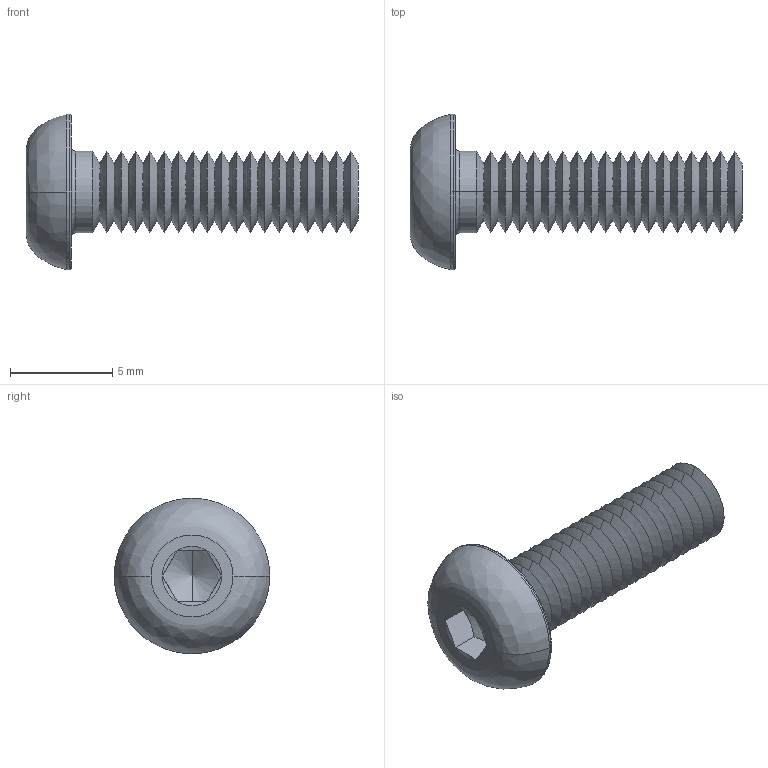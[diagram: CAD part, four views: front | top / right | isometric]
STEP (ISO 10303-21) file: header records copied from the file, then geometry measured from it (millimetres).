
FILE_DESCRIPTION (( 'STEP AP214' ), '1' );
FILE_NAME ('Hexagon socket button head screws M4×14半圆头内六角螺丝（不锈钢304）.step', '2016-10-28T04:21:55', ( 'dell' ), ( '' ), 'SwSTEP 2.0', 'SolidWorks 2013', '' );
FILE_SCHEMA (( 'AUTOMOTIVE_DESIGN' ));
Length unit declared in the file: millimetre
Products named in the file (1): Hexagon socket button head screws M4×14半圆头内六角螺丝（不锈钢304）
Bounding box: 16.2 x 7.6 x 7.6 mm (x, y, z)
Volume: 202.5 mm3; surface area: 413.2 mm2
Topology: 1 solids, 1 shells, 101 faces, 204 edges, 105 vertices
Faces by surface type: cone 82, plane 9, torus 4, cylinder 4, bspline 2
Entity records: 2648 total; most frequent: CARTESIAN_POINT 497, DIRECTION 486, ORIENTED_EDGE 404, EDGE_CURVE 202, AXIS2_PLACEMENT_3D 200, VERTEX_POINT 105, EDGE_LOOP 103, FACE_OUTER_BOUND 101
